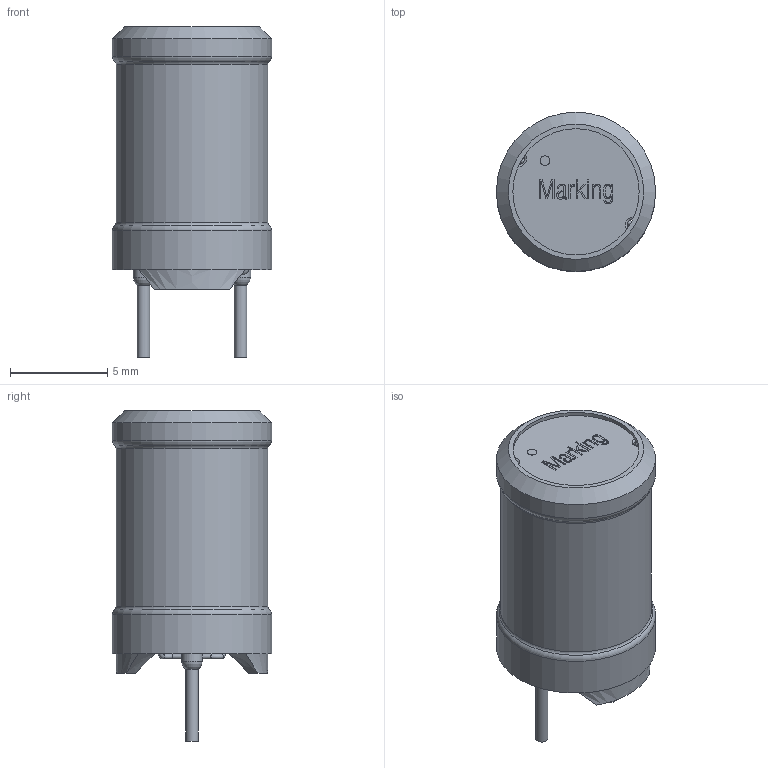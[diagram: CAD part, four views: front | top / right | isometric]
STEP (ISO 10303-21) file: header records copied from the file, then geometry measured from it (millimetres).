
FILE_DESCRIPTION(/* description */ ('Unknown'),/* implementation_level */ '2;1');
FILE_NAME(/* name */ 'L_Wurth_WE-TI_8012',/* time_stamp */ '2022-03-07T14:12:23+08:00',/* author */ ('Unknown'),/* organization */ ('Unknown'),/* preprocessor_version */ 'ST-DEVELOPER v16.7',/* originating_system */ 'Solid Edge',/* authorisation */ 'Unknown');
FILE_SCHEMA (('AUTOMOTIVE_DESIGN {1 0 10303 214 3 1 1}'));
Length unit declared in the file: millimetre
Products named in the file (2): L_Wurth_WE-TI_8012
Assembly tree (1 placements, depth 2):
  L_Wurth_WE-TI_8012
    L_Wurth_WE-TI_8012
Bounding box: 8.2 x 8.2 x 17 mm (x, y, z)
Volume: 353.8 mm3; surface area: 1643.2 mm2
Topology: 2 solids, 2 shells, 191 faces, 471 edges, 299 vertices
Faces by surface type: plane 91, cylinder 46, torus 25, bspline 25, cone 4
Full cylindrical faces by diameter (mm): 0.25 x5, 0.5 x1, 0.65 x2, 1.05 x2, 3.5 x1, 6.5 x1, 7.4 x1, 7.8 x3, 8.2 x2
Entity records: 12501 total; most frequent: CARTESIAN_POINT 7072, ORIENTED_EDGE 840, DIRECTION 792, EDGE_CURVE 420, VERTEX_POINT 292, AXIS2_PLACEMENT_3D 266, LINE 260, VECTOR 260
